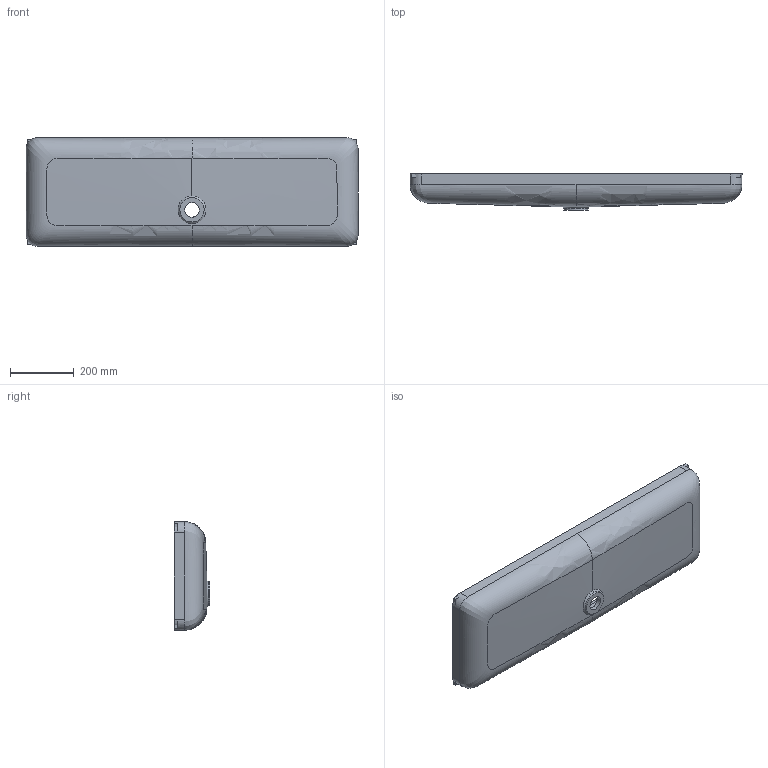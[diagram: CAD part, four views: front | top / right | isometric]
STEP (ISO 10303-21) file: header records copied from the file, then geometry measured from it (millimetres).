
FILE_DESCRIPTION (( 'STEP AP214' ), '1' );
FILE_NAME ('WA013-1020-U.STEP', '2018-06-29T07:34:55', ( '' ), ( '' ), 'SwSTEP 2.0', 'SolidWorks 2017', '' );
FILE_SCHEMA (( 'AUTOMOTIVE_DESIGN' ));
Products named in the file (2): WA013-1020-U
Bounding box: 1043.9 x 113 x 341.9 mm (x, y, z)
Volume: 7639041 mm3; surface area: 1144732.3 mm2
Topology: 2 solids, 2 shells, 46 faces, 118 edges, 74 vertices
Faces by surface type: plane 20, bspline 14, cylinder 12
Entity records: 235740 total; most frequent: CARTESIAN_POINT 234765, ORIENTED_EDGE 232, DIRECTION 125, EDGE_CURVE 116, VERTEX_POINT 74, B_SPLINE_CURVE_WITH_KNOTS 52, EDGE_LOOP 50, FACE_OUTER_BOUND 46
